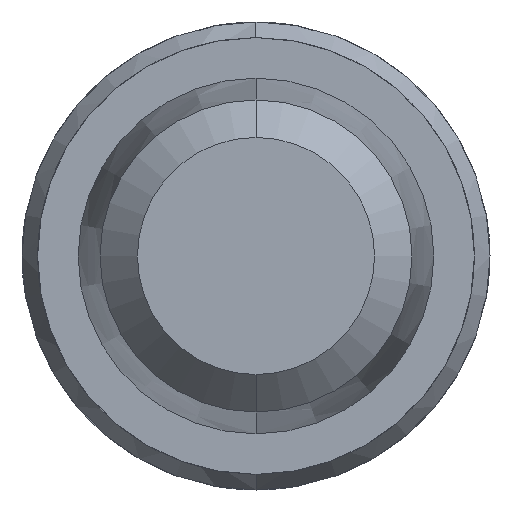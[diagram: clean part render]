
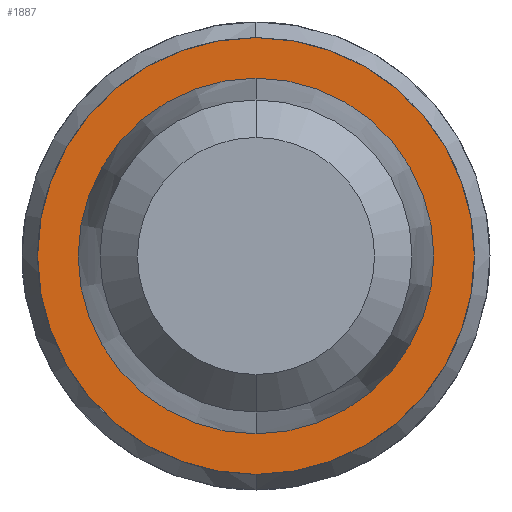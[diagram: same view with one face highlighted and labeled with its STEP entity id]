
A CAD part, front view. The second image highlights one B-rep face of the part: STEP entity #1887.
In plain terms, the highlighted planar face has unit normal (0, -1, 0).
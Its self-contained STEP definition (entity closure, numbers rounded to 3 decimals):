
#198 = FACE_BOUND ( 'NONE', #5329, .T. ) ;
#306 = DIRECTION ( 'NONE',  ( 0., 0., -1. ) ) ;
#403 = CARTESIAN_POINT ( 'NONE',  ( 0., 26., 0.57 ) ) ;
#655 = EDGE_CURVE ( 'Defeature ausgef�hrt1_42+Defeature ausgef�hrt1_43+Defeature ausgef�hrt1_43+Defeature ausgef�hrt1_43', #2356, #2263, #1269, .T. ) ;
#744 = VERTEX_POINT ( 'NONE', #4083 ) ;
#767 = EDGE_CURVE ( 'Defeature ausgef�hrt1_42+Defeature ausgef�hrt1_43+Defeature ausgef�hrt1_43+Defeature ausgef�hrt1_43', #2263, #2356, #1194, .T. ) ;
#790 = DIRECTION ( 'NONE',  ( 0., 0., -1. ) ) ;
#890 = ORIENTED_EDGE ( 'NONE', *, *, #5560, .F. ) ;
#1065 = AXIS2_PLACEMENT_3D ( 'NONE', #1956, #2812, #306 ) ;
#1113 = FACE_OUTER_BOUND ( 'NONE', #3682, .T. ) ;
#1182 = AXIS2_PLACEMENT_3D ( 'NONE', #2144, #3868, #790 ) ;
#1194 = CIRCLE ( 'NONE', #3724, 0.7 ) ;
#1267 = CARTESIAN_POINT ( 'NONE',  ( 0., 26., -0.7 ) ) ;
#1269 = CIRCLE ( 'NONE', #3248, 0.7 ) ;
#1882 = ORIENTED_EDGE ( 'NONE', *, *, #1962, .F. ) ;
#1887 = ADVANCED_FACE ( 'Defeature ausgef�hrt1_42', ( #1113, #198 ), #4152, .T. ) ;
#1906 = DIRECTION ( 'NONE',  ( 0., -1., 0. ) ) ;
#1956 = CARTESIAN_POINT ( 'NONE',  ( 0.57, 26., 0. ) ) ;
#1962 = EDGE_CURVE ( 'Defeature ausgef�hrt1_41+Defeature ausgef�hrt1_42+Defeature ausgef�hrt1_42+Defeature ausgef�hrt1_42', #4364, #744, #2051, .T. ) ;
#2051 = CIRCLE ( 'NONE', #2876, 0.57 ) ;
#2144 = CARTESIAN_POINT ( 'NONE',  ( 0., 26., 0. ) ) ;
#2263 = VERTEX_POINT ( 'NONE', #1267 ) ;
#2290 = CARTESIAN_POINT ( 'NONE',  ( 0., 26., 0. ) ) ;
#2356 = VERTEX_POINT ( 'NONE', #3051 ) ;
#2812 = DIRECTION ( 'NONE',  ( 0., -1., 0. ) ) ;
#2820 = CARTESIAN_POINT ( 'NONE',  ( 0., 26., 0. ) ) ;
#2876 = AXIS2_PLACEMENT_3D ( 'NONE', #3773, #3753, #4615 ) ;
#3051 = CARTESIAN_POINT ( 'NONE',  ( 0., 26., 0.7 ) ) ;
#3248 = AXIS2_PLACEMENT_3D ( 'NONE', #2290, #1906, #4825 ) ;
#3362 = ORIENTED_EDGE ( 'NONE', *, *, #767, .T. ) ;
#3682 = EDGE_LOOP ( 'NONE', ( #3362, #3901 ) ) ;
#3724 = AXIS2_PLACEMENT_3D ( 'NONE', #2820, #4068, #4499 ) ;
#3753 = DIRECTION ( 'NONE',  ( 0., -1., 0. ) ) ;
#3773 = CARTESIAN_POINT ( 'NONE',  ( 0., 26., 0. ) ) ;
#3868 = DIRECTION ( 'NONE',  ( 0., -1., 0. ) ) ;
#3901 = ORIENTED_EDGE ( 'NONE', *, *, #655, .T. ) ;
#4068 = DIRECTION ( 'NONE',  ( 0., -1., 0. ) ) ;
#4083 = CARTESIAN_POINT ( 'NONE',  ( 0., 26., -0.57 ) ) ;
#4152 = PLANE ( 'NONE',  #1065 ) ;
#4364 = VERTEX_POINT ( 'NONE', #403 ) ;
#4499 = DIRECTION ( 'NONE',  ( 0., 0., -1. ) ) ;
#4615 = DIRECTION ( 'NONE',  ( 0., 0., -1. ) ) ;
#4825 = DIRECTION ( 'NONE',  ( 0., 0., -1. ) ) ;
#4845 = CIRCLE ( 'NONE', #1182, 0.57 ) ;
#5329 = EDGE_LOOP ( 'NONE', ( #1882, #890 ) ) ;
#5560 = EDGE_CURVE ( 'Defeature ausgef�hrt1_41+Defeature ausgef�hrt1_42+Defeature ausgef�hrt1_42+Defeature ausgef�hrt1_42', #744, #4364, #4845, .T. ) ;
